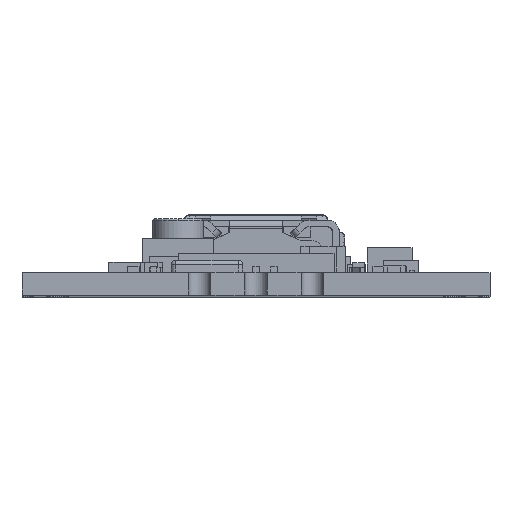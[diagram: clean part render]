
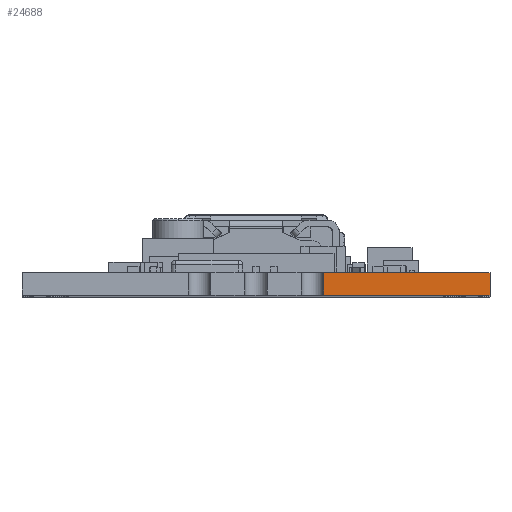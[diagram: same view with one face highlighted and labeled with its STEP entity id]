
A CAD part, top view. The second image highlights one B-rep face of the part: STEP entity #24688.
In plain terms, the highlighted planar face has unit normal (0, 0, 1).
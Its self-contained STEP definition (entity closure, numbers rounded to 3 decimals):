
#743 = DIRECTION ( 'NONE',  ( 0., 0., 1. ) ) ;
#1315 = EDGE_CURVE ( 'NONE', #6992, #53793, #27808, .T. ) ;
#1862 = CARTESIAN_POINT ( 'NONE',  ( 3.04, 0.499, 25.5 ) ) ;
#2499 = CARTESIAN_POINT ( 'NONE',  ( 3.04, -0.499, 25.5 ) ) ;
#3768 = CARTESIAN_POINT ( 'NONE',  ( 3.34, 0.499, 25.5 ) ) ;
#3896 = CARTESIAN_POINT ( 'NONE',  ( -10.5, 0.5, 25.5 ) ) ;
#4512 = CARTESIAN_POINT ( 'NONE',  ( 3.34, -0.499, 25.5 ) ) ;
#5547 = EDGE_CURVE ( 'NONE', #19738, #70908, #28522, .T. ) ;
#5669 = CARTESIAN_POINT ( 'NONE',  ( 3.34, -3.079, 25.5 ) ) ;
#6268 = VECTOR ( 'NONE', #6722, 1000. ) ;
#6722 = DIRECTION ( 'NONE',  ( -1., 0., 0. ) ) ;
#6992 = VERTEX_POINT ( 'NONE', #64076 ) ;
#9890 = LINE ( 'NONE', #36330, #43717 ) ;
#13047 = VECTOR ( 'NONE', #48614, 1000. ) ;
#13246 = ORIENTED_EDGE ( 'NONE', *, *, #27267, .T. ) ;
#13725 = ORIENTED_EDGE ( 'NONE', *, *, #48089, .T. ) ;
#16821 = VERTEX_POINT ( 'NONE', #51062 ) ;
#19570 = VECTOR ( 'NONE', #81705, 1000. ) ;
#19738 = VERTEX_POINT ( 'NONE', #3768 ) ;
#19782 = VECTOR ( 'NONE', #66835, 1000. ) ;
#22810 = CARTESIAN_POINT ( 'NONE',  ( 10.5, -0.5, 25.5 ) ) ;
#24688 = ADVANCED_FACE ( 'NONE', ( #82490 ), #38794, .T. ) ;
#24901 = LINE ( 'NONE', #2499, #38769 ) ;
#27267 = EDGE_CURVE ( 'NONE', #35140, #41819, #48824, .T. ) ;
#27748 = EDGE_CURVE ( 'NONE', #16821, #35140, #9890, .T. ) ;
#27808 = LINE ( 'NONE', #55633, #71597 ) ;
#28522 = LINE ( 'NONE', #5669, #19570 ) ;
#31616 = EDGE_CURVE ( 'NONE', #38279, #16821, #51937, .T. ) ;
#35140 = VERTEX_POINT ( 'NONE', #61656 ) ;
#35654 = EDGE_CURVE ( 'NONE', #70908, #41819, #63622, .T. ) ;
#36330 = CARTESIAN_POINT ( 'NONE',  ( -10.5, -0.5, 25.5 ) ) ;
#38279 = VERTEX_POINT ( 'NONE', #57992 ) ;
#38769 = VECTOR ( 'NONE', #53411, 1000. ) ;
#38793 = EDGE_CURVE ( 'NONE', #38279, #6992, #24901, .T. ) ;
#38794 = PLANE ( 'NONE',  #63887 ) ;
#40973 = VECTOR ( 'NONE', #68763, 1000. ) ;
#41819 = VERTEX_POINT ( 'NONE', #73363 ) ;
#43717 = VECTOR ( 'NONE', #80839, 1000. ) ;
#45233 = DIRECTION ( 'NONE',  ( 1., 0., 0. ) ) ;
#48089 = EDGE_CURVE ( 'NONE', #19738, #53793, #80027, .T. ) ;
#48614 = DIRECTION ( 'NONE',  ( 0., 1., 0. ) ) ;
#48824 = LINE ( 'NONE', #22810, #13047 ) ;
#48931 = EDGE_LOOP ( 'NONE', ( #49295, #58493, #13246, #69601, #81852, #13725, #67421, #78717 ) ) ;
#49295 = ORIENTED_EDGE ( 'NONE', *, *, #31616, .T. ) ;
#51062 = CARTESIAN_POINT ( 'NONE',  ( 3.34, -0.5, 25.5 ) ) ;
#51317 = CARTESIAN_POINT ( 'NONE',  ( -10.5, 0.499, 25.5 ) ) ;
#51903 = CARTESIAN_POINT ( 'NONE',  ( -10.5, -0.5, 25.5 ) ) ;
#51937 = LINE ( 'NONE', #4512, #40973 ) ;
#53411 = DIRECTION ( 'NONE',  ( -1., 0., 0. ) ) ;
#53793 = VERTEX_POINT ( 'NONE', #1862 ) ;
#55633 = CARTESIAN_POINT ( 'NONE',  ( 3.04, 0.5, 25.5 ) ) ;
#57992 = CARTESIAN_POINT ( 'NONE',  ( 3.34, -0.499, 25.5 ) ) ;
#58493 = ORIENTED_EDGE ( 'NONE', *, *, #27748, .T. ) ;
#58598 = CARTESIAN_POINT ( 'NONE',  ( 3.34, 0.5, 25.5 ) ) ;
#61656 = CARTESIAN_POINT ( 'NONE',  ( 10.5, -0.5, 25.5 ) ) ;
#63622 = LINE ( 'NONE', #3896, #19782 ) ;
#63887 = AXIS2_PLACEMENT_3D ( 'NONE', #51903, #743, #45233 ) ;
#64076 = CARTESIAN_POINT ( 'NONE',  ( 3.04, -0.499, 25.5 ) ) ;
#66835 = DIRECTION ( 'NONE',  ( 1., 0., 0. ) ) ;
#67421 = ORIENTED_EDGE ( 'NONE', *, *, #1315, .F. ) ;
#67606 = DIRECTION ( 'NONE',  ( 0., 1., 0. ) ) ;
#68763 = DIRECTION ( 'NONE',  ( 0., -1., 0. ) ) ;
#69601 = ORIENTED_EDGE ( 'NONE', *, *, #35654, .F. ) ;
#70908 = VERTEX_POINT ( 'NONE', #58598 ) ;
#71597 = VECTOR ( 'NONE', #67606, 1000. ) ;
#73363 = CARTESIAN_POINT ( 'NONE',  ( 10.5, 0.5, 25.5 ) ) ;
#78717 = ORIENTED_EDGE ( 'NONE', *, *, #38793, .F. ) ;
#80027 = LINE ( 'NONE', #51317, #6268 ) ;
#80839 = DIRECTION ( 'NONE',  ( 1., 0., 0. ) ) ;
#81705 = DIRECTION ( 'NONE',  ( 0., 1., 0. ) ) ;
#81852 = ORIENTED_EDGE ( 'NONE', *, *, #5547, .F. ) ;
#82490 = FACE_OUTER_BOUND ( 'NONE', #48931, .T. ) ;
